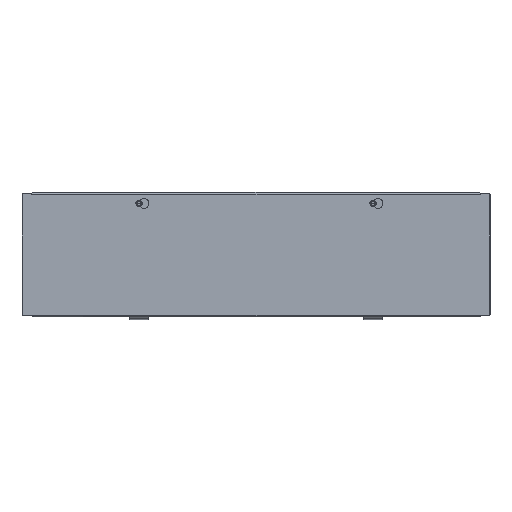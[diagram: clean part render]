
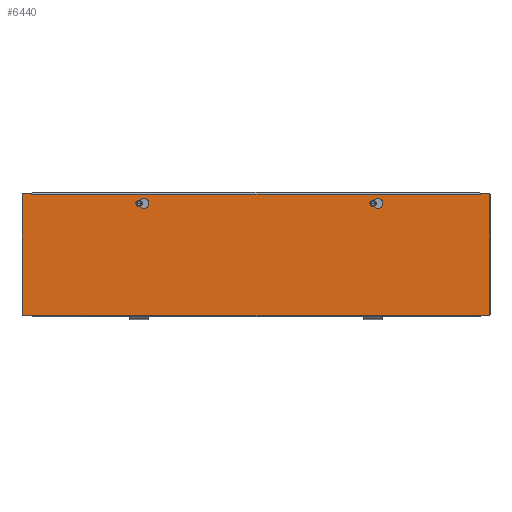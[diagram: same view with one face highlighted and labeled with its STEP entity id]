
A CAD part, top view. The second image highlights one B-rep face of the part: STEP entity #6440.
In plain terms, the highlighted planar face has unit normal (0, 0, 1).
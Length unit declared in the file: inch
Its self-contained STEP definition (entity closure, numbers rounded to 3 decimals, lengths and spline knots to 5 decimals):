
#469=LINE('',#10138,#974);
#473=LINE('',#10148,#978);
#534=LINE('',#10393,#1039);
#538=LINE('',#10405,#1043);
#541=LINE('',#10412,#1046);
#543=LINE('',#10418,#1048);
#546=LINE('',#10425,#1051);
#550=LINE('',#10432,#1055);
#552=LINE('',#10436,#1057);
#553=LINE('',#10438,#1058);
#554=LINE('',#10440,#1059);
#555=LINE('',#10442,#1060);
#556=LINE('',#10444,#1061);
#557=LINE('',#10446,#1062);
#558=LINE('',#10448,#1063);
#559=LINE('',#10450,#1064);
#560=LINE('',#10452,#1065);
#561=LINE('',#10453,#1066);
#562=LINE('',#10455,#1067);
#563=LINE('',#10457,#1068);
#564=LINE('',#10459,#1069);
#565=LINE('',#10461,#1070);
#566=LINE('',#10463,#1071);
#567=LINE('',#10464,#1072);
#974=VECTOR('',#8269,0.21651);
#978=VECTOR('',#8281,0.21651);
#1039=VECTOR('',#8392,0.21651);
#1043=VECTOR('',#8404,0.21651);
#1046=VECTOR('',#8415,23.);
#1048=VECTOR('',#8423,0.0002);
#1051=VECTOR('',#8428,0.03145);
#1055=VECTOR('',#8434,0.0002);
#1057=VECTOR('',#8438,0.0002);
#1058=VECTOR('',#8439,0.0002);
#1059=VECTOR('',#8440,0.03145);
#1060=VECTOR('',#8441,0.4998);
#1061=VECTOR('',#8442,6.255);
#1062=VECTOR('',#8443,0.4998);
#1063=VECTOR('',#8444,0.03145);
#1064=VECTOR('',#8445,0.0002);
#1065=VECTOR('',#8446,0.0002);
#1066=VECTOR('',#8447,23.);
#1067=VECTOR('',#8448,0.0002);
#1068=VECTOR('',#8449,0.0002);
#1069=VECTOR('',#8450,0.03145);
#1070=VECTOR('',#8451,0.4998);
#1071=VECTOR('',#8452,6.255);
#1072=VECTOR('',#8453,0.4998);
#1376=PLANE('',#7007);
#1616=FACE_BOUND('',#2435,.T.);
#1617=FACE_BOUND('',#2436,.T.);
#1908=FACE_OUTER_BOUND('',#2434,.T.);
#2434=EDGE_LOOP('',(#5301,#5302,#5303,#5304,#5305,#5306,#5307,#5308,#5309,
#5310,#5311,#5312,#5313,#5314,#5315,#5316,#5317,#5318,#5319,#5320));
#2435=EDGE_LOOP('',(#5321,#5322,#5323,#5324));
#2436=EDGE_LOOP('',(#5325,#5326,#5327,#5328));
#2781=CIRCLE('',#6963,0.25);
#2783=CIRCLE('',#6967,0.125);
#2790=CIRCLE('',#6996,0.25);
#2792=CIRCLE('',#7000,0.125);
#3190=VERTEX_POINT('',#10129);
#3191=VERTEX_POINT('',#10131);
#3193=VERTEX_POINT('',#10137);
#3195=VERTEX_POINT('',#10143);
#3203=VERTEX_POINT('',#10204);
#3225=VERTEX_POINT('',#10317);
#3228=VERTEX_POINT('',#10330);
#3247=VERTEX_POINT('',#10390);
#3248=VERTEX_POINT('',#10392);
#3250=VERTEX_POINT('',#10398);
#3252=VERTEX_POINT('',#10404);
#3253=VERTEX_POINT('',#10417);
#3255=VERTEX_POINT('',#10423);
#3256=VERTEX_POINT('',#10424);
#3259=VERTEX_POINT('',#10435);
#3260=VERTEX_POINT('',#10437);
#3261=VERTEX_POINT('',#10439);
#3262=VERTEX_POINT('',#10441);
#3263=VERTEX_POINT('',#10443);
#3264=VERTEX_POINT('',#10445);
#3265=VERTEX_POINT('',#10447);
#3266=VERTEX_POINT('',#10449);
#3267=VERTEX_POINT('',#10451);
#3268=VERTEX_POINT('',#10454);
#3269=VERTEX_POINT('',#10456);
#3270=VERTEX_POINT('',#10458);
#3271=VERTEX_POINT('',#10460);
#3272=VERTEX_POINT('',#10462);
#3880=EDGE_CURVE('',#3191,#3190,#2781,.T.);
#3883=EDGE_CURVE('',#3193,#3191,#469,.T.);
#3886=EDGE_CURVE('',#3195,#3193,#2783,.T.);
#3889=EDGE_CURVE('',#3190,#3195,#473,.T.);
#3963=EDGE_CURVE('',#3248,#3247,#534,.T.);
#3966=EDGE_CURVE('',#3250,#3248,#2790,.T.);
#3969=EDGE_CURVE('',#3252,#3250,#538,.T.);
#3972=EDGE_CURVE('',#3247,#3252,#2792,.T.);
#3974=EDGE_CURVE('',#3203,#3228,#541,.T.);
#3976=EDGE_CURVE('',#3253,#3203,#543,.T.);
#3979=EDGE_CURVE('',#3255,#3256,#546,.T.);
#3983=EDGE_CURVE('',#3256,#3253,#550,.T.);
#3985=EDGE_CURVE('',#3228,#3259,#552,.T.);
#3986=EDGE_CURVE('',#3259,#3260,#553,.T.);
#3987=EDGE_CURVE('',#3260,#3261,#554,.T.);
#3988=EDGE_CURVE('',#3262,#3261,#555,.T.);
#3989=EDGE_CURVE('',#3263,#3262,#556,.T.);
#3990=EDGE_CURVE('',#3264,#3263,#557,.T.);
#3991=EDGE_CURVE('',#3264,#3265,#558,.T.);
#3992=EDGE_CURVE('',#3265,#3266,#559,.T.);
#3993=EDGE_CURVE('',#3266,#3267,#560,.T.);
#3994=EDGE_CURVE('',#3267,#3225,#561,.T.);
#3995=EDGE_CURVE('',#3225,#3268,#562,.T.);
#3996=EDGE_CURVE('',#3268,#3269,#563,.T.);
#3997=EDGE_CURVE('',#3269,#3270,#564,.T.);
#3998=EDGE_CURVE('',#3271,#3270,#565,.T.);
#3999=EDGE_CURVE('',#3272,#3271,#566,.T.);
#4000=EDGE_CURVE('',#3255,#3272,#567,.T.);
#5301=ORIENTED_EDGE('',*,*,#3979,.T.);
#5302=ORIENTED_EDGE('',*,*,#3983,.T.);
#5303=ORIENTED_EDGE('',*,*,#3976,.T.);
#5304=ORIENTED_EDGE('',*,*,#3974,.T.);
#5305=ORIENTED_EDGE('',*,*,#3985,.T.);
#5306=ORIENTED_EDGE('',*,*,#3986,.T.);
#5307=ORIENTED_EDGE('',*,*,#3987,.T.);
#5308=ORIENTED_EDGE('',*,*,#3988,.F.);
#5309=ORIENTED_EDGE('',*,*,#3989,.F.);
#5310=ORIENTED_EDGE('',*,*,#3990,.F.);
#5311=ORIENTED_EDGE('',*,*,#3991,.T.);
#5312=ORIENTED_EDGE('',*,*,#3992,.T.);
#5313=ORIENTED_EDGE('',*,*,#3993,.T.);
#5314=ORIENTED_EDGE('',*,*,#3994,.T.);
#5315=ORIENTED_EDGE('',*,*,#3995,.T.);
#5316=ORIENTED_EDGE('',*,*,#3996,.T.);
#5317=ORIENTED_EDGE('',*,*,#3997,.T.);
#5318=ORIENTED_EDGE('',*,*,#3998,.F.);
#5319=ORIENTED_EDGE('',*,*,#3999,.F.);
#5320=ORIENTED_EDGE('',*,*,#4000,.F.);
#5321=ORIENTED_EDGE('',*,*,#3880,.T.);
#5322=ORIENTED_EDGE('',*,*,#3889,.T.);
#5323=ORIENTED_EDGE('',*,*,#3886,.T.);
#5324=ORIENTED_EDGE('',*,*,#3883,.T.);
#5325=ORIENTED_EDGE('',*,*,#3963,.T.);
#5326=ORIENTED_EDGE('',*,*,#3972,.T.);
#5327=ORIENTED_EDGE('',*,*,#3969,.T.);
#5328=ORIENTED_EDGE('',*,*,#3966,.T.);
#6440=ADVANCED_FACE('',(#1908,#1616,#1617),#1376,.T.);
#6963=AXIS2_PLACEMENT_3D('',#10132,#8263,#8264);
#6967=AXIS2_PLACEMENT_3D('',#10144,#8275,#8276);
#6996=AXIS2_PLACEMENT_3D('',#10399,#8398,#8399);
#7000=AXIS2_PLACEMENT_3D('',#10409,#8410,#8411);
#7007=AXIS2_PLACEMENT_3D('',#10434,#8436,#8437);
#8263=DIRECTION('center_axis',(0.,0.,-1.));
#8264=DIRECTION('ref_axis',(-0.5,-0.866,0.));
#8269=DIRECTION('',(-0.866,-0.5,0.));
#8275=DIRECTION('center_axis',(0.,0.,-1.));
#8276=DIRECTION('ref_axis',(-0.5,0.866,0.));
#8281=DIRECTION('',(0.866,-0.5,0.));
#8392=DIRECTION('',(0.866,-0.5,0.));
#8398=DIRECTION('center_axis',(0.,0.,-1.));
#8399=DIRECTION('ref_axis',(0.5,0.866,0.));
#8404=DIRECTION('',(-0.866,-0.5,0.));
#8410=DIRECTION('center_axis',(0.,0.,-1.));
#8411=DIRECTION('ref_axis',(0.5,-0.866,0.));
#8415=DIRECTION('',(-1.,0.,0.));
#8423=DIRECTION('',(0.,1.,0.));
#8428=DIRECTION('',(0.,-1.,0.));
#8434=DIRECTION('',(-1.,0.,0.));
#8436=DIRECTION('center_axis',(0.,0.,1.));
#8437=DIRECTION('ref_axis',(1.,0.,0.));
#8438=DIRECTION('',(0.,-1.,0.));
#8439=DIRECTION('',(-1.,0.,0.));
#8440=DIRECTION('',(0.,1.,0.));
#8441=DIRECTION('',(1.,0.,0.));
#8442=DIRECTION('',(0.,1.,0.));
#8443=DIRECTION('',(-1.,0.,0.));
#8444=DIRECTION('',(0.,1.,0.));
#8445=DIRECTION('',(1.,0.,0.));
#8446=DIRECTION('',(0.,-1.,0.));
#8447=DIRECTION('',(1.,0.,0.));
#8448=DIRECTION('',(0.,1.,0.));
#8449=DIRECTION('',(1.,0.,0.));
#8450=DIRECTION('',(0.,-1.,0.));
#8451=DIRECTION('',(-1.,0.,0.));
#8452=DIRECTION('',(0.,-1.,0.));
#8453=DIRECTION('',(1.,0.,0.));
#10129=CARTESIAN_POINT('',(17.875,0.71722,0.0625));
#10131=CARTESIAN_POINT('',(17.875,0.28421,0.0625));
#10132=CARTESIAN_POINT('Origin',(17.75,0.50072,0.0625));
#10137=CARTESIAN_POINT('',(18.0625,0.39246,0.0625));
#10138=CARTESIAN_POINT('',(16.28747,-0.63235,0.0625));
#10143=CARTESIAN_POINT('',(18.0625,0.60897,0.0625));
#10144=CARTESIAN_POINT('Origin',(18.,0.50072,0.0625));
#10148=CARTESIAN_POINT('',(15.24378,2.23636,0.0625));
#10204=CARTESIAN_POINT('',(23.5,6.22375,0.0625));
#10317=CARTESIAN_POINT('',(23.5,0.03125,0.0625));
#10330=CARTESIAN_POINT('',(0.5,6.22375,0.0625));
#10390=CARTESIAN_POINT('',(6.0625,0.60897,0.0625));
#10392=CARTESIAN_POINT('',(5.875,0.71722,0.0625));
#10393=CARTESIAN_POINT('',(7.74378,-0.36172,0.0625));
#10398=CARTESIAN_POINT('',(5.875,0.28421,0.0625));
#10399=CARTESIAN_POINT('Origin',(5.75,0.50072,0.0625));
#10404=CARTESIAN_POINT('',(6.0625,0.39246,0.0625));
#10405=CARTESIAN_POINT('',(8.78747,1.96572,0.0625));
#10409=CARTESIAN_POINT('Origin',(6.,0.50072,0.0625));
#10412=CARTESIAN_POINT('',(17.75,6.22375,0.0625));
#10417=CARTESIAN_POINT('',(23.5,6.22355,0.0625));
#10418=CARTESIAN_POINT('',(23.5,4.67552,0.0625));
#10423=CARTESIAN_POINT('',(23.5002,6.255,0.0625));
#10424=CARTESIAN_POINT('',(23.5002,6.22355,0.0625));
#10425=CARTESIAN_POINT('',(23.5002,4.69125,0.0625));
#10432=CARTESIAN_POINT('',(17.7501,6.22355,0.0625));
#10434=CARTESIAN_POINT('Origin',(12.,3.1275,0.0625));
#10435=CARTESIAN_POINT('',(0.5,6.22355,0.0625));
#10436=CARTESIAN_POINT('',(0.5,4.69125,0.0625));
#10437=CARTESIAN_POINT('',(0.4998,6.22355,0.0625));
#10438=CARTESIAN_POINT('',(6.25,6.22355,0.0625));
#10439=CARTESIAN_POINT('',(0.4998,6.255,0.0625));
#10440=CARTESIAN_POINT('',(0.4998,4.67553,0.0625));
#10441=CARTESIAN_POINT('',(0.,6.255,0.0625));
#10442=CARTESIAN_POINT('',(24.,6.255,0.0625));
#10443=CARTESIAN_POINT('',(0.,0.,0.0625));
#10444=CARTESIAN_POINT('',(0.,6.255,0.0625));
#10445=CARTESIAN_POINT('',(0.4998,0.,0.0625));
#10446=CARTESIAN_POINT('',(0.,0.,0.0625));
#10447=CARTESIAN_POINT('',(0.4998,0.03145,0.0625));
#10448=CARTESIAN_POINT('',(0.4998,1.56375,0.0625));
#10449=CARTESIAN_POINT('',(0.5,0.03145,0.0625));
#10450=CARTESIAN_POINT('',(6.2499,0.03145,0.0625));
#10451=CARTESIAN_POINT('',(0.5,0.03125,0.0625));
#10452=CARTESIAN_POINT('',(0.5,1.57948,0.0625));
#10453=CARTESIAN_POINT('',(6.25,0.03125,0.0625));
#10454=CARTESIAN_POINT('',(23.5,0.03145,0.0625));
#10455=CARTESIAN_POINT('',(23.5,1.56375,0.0625));
#10456=CARTESIAN_POINT('',(23.5002,0.03145,0.0625));
#10457=CARTESIAN_POINT('',(17.75,0.03145,0.0625));
#10458=CARTESIAN_POINT('',(23.5002,0.,0.0625));
#10459=CARTESIAN_POINT('',(23.5002,1.57948,0.0625));
#10460=CARTESIAN_POINT('',(24.,0.,0.0625));
#10461=CARTESIAN_POINT('',(0.,0.,0.0625));
#10462=CARTESIAN_POINT('',(24.,6.255,0.0625));
#10463=CARTESIAN_POINT('',(24.,0.,0.0625));
#10464=CARTESIAN_POINT('',(24.,6.255,0.0625));
